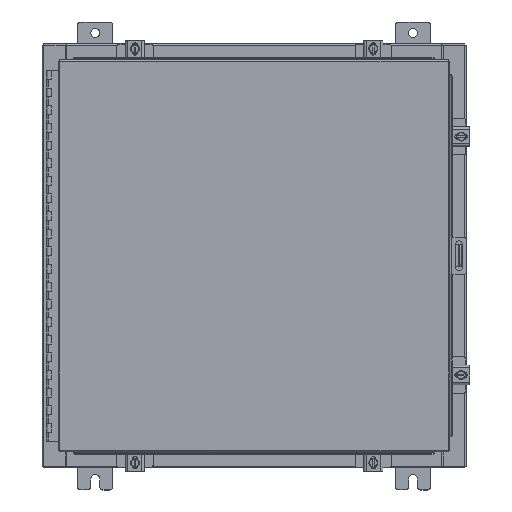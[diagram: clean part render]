
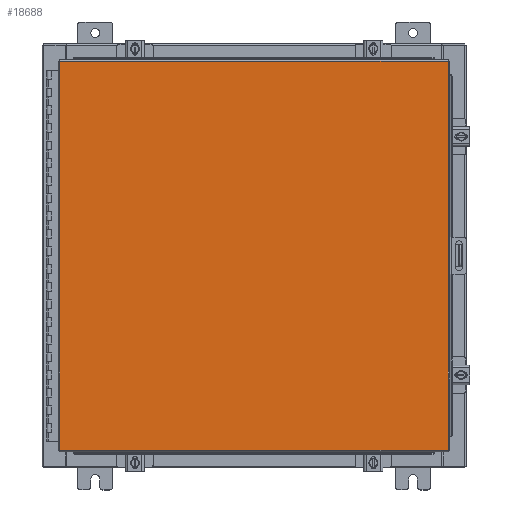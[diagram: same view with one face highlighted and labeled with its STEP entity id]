
A CAD part, top view. The second image highlights one B-rep face of the part: STEP entity #18688.
In plain terms, the highlighted planar face has unit normal (0, 0, 1).
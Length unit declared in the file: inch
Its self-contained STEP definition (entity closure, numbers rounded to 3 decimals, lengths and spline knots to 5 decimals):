
#492 = AXIS2_PLACEMENT_3D ( 'NONE', #22849, #10415, #27907 ) ;
#606 = CARTESIAN_POINT ( 'NONE',  ( -10.9903, 11.0063, 0. ) ) ;
#633 = VERTEX_POINT ( 'NONE', #13015 ) ;
#799 = EDGE_CURVE ( 'NONE', #30666, #19909, #26463, .T. ) ;
#1397 = ORIENTED_EDGE ( 'NONE', *, *, #9835, .T. ) ;
#1796 = CARTESIAN_POINT ( 'NONE',  ( 10.9903, -11.0063, 0. ) ) ;
#2237 = VERTEX_POINT ( 'NONE', #16039 ) ;
#2797 = CARTESIAN_POINT ( 'NONE',  ( -10.9903, 11.0063, 0. ) ) ;
#3481 = LINE ( 'NONE', #1796, #16017 ) ;
#3742 = ORIENTED_EDGE ( 'NONE', *, *, #799, .T. ) ;
#4107 = ORIENTED_EDGE ( 'NONE', *, *, #5399, .T. ) ;
#4328 = DIRECTION ( 'NONE',  ( 0., 1., 0. ) ) ;
#5366 = PLANE ( 'NONE',  #492 ) ;
#5399 = EDGE_CURVE ( 'NONE', #633, #2237, #7987, .T. ) ;
#7203 = VECTOR ( 'NONE', #31618, 39.37008 ) ;
#7987 = LINE ( 'NONE', #16616, #7203 ) ;
#9835 = EDGE_CURVE ( 'NONE', #2237, #30666, #3481, .T. ) ;
#10415 = DIRECTION ( 'NONE',  ( 0., 0., -1. ) ) ;
#10806 = FACE_OUTER_BOUND ( 'NONE', #19868, .T. ) ;
#12578 = EDGE_CURVE ( 'NONE', #19909, #633, #28758, .T. ) ;
#13015 = CARTESIAN_POINT ( 'NONE',  ( -10.9903, -11.0063, 0. ) ) ;
#16017 = VECTOR ( 'NONE', #4328, 39.37008 ) ;
#16039 = CARTESIAN_POINT ( 'NONE',  ( 10.9903, -11.0063, 0. ) ) ;
#16616 = CARTESIAN_POINT ( 'NONE',  ( -10.9903, -11.0063, 0. ) ) ;
#18688 = ADVANCED_FACE ( 'NONE', ( #10806 ), #5366, .F. ) ;
#19868 = EDGE_LOOP ( 'NONE', ( #4107, #1397, #3742, #23597 ) ) ;
#19909 = VERTEX_POINT ( 'NONE', #2797 ) ;
#20640 = DIRECTION ( 'NONE',  ( 0., -1., 0. ) ) ;
#22532 = VECTOR ( 'NONE', #28998, 39.37008 ) ;
#22849 = CARTESIAN_POINT ( 'NONE',  ( 0., 0., 0. ) ) ;
#23597 = ORIENTED_EDGE ( 'NONE', *, *, #12578, .T. ) ;
#26211 = CARTESIAN_POINT ( 'NONE',  ( 10.9903, 11.0063, 0. ) ) ;
#26463 = LINE ( 'NONE', #28668, #22532 ) ;
#27907 = DIRECTION ( 'NONE',  ( -1., 0., 0. ) ) ;
#27965 = VECTOR ( 'NONE', #20640, 39.37008 ) ;
#28668 = CARTESIAN_POINT ( 'NONE',  ( 10.9903, 11.0063, 0. ) ) ;
#28758 = LINE ( 'NONE', #606, #27965 ) ;
#28998 = DIRECTION ( 'NONE',  ( -1., 0., 0. ) ) ;
#30666 = VERTEX_POINT ( 'NONE', #26211 ) ;
#31618 = DIRECTION ( 'NONE',  ( 1., 0., 0. ) ) ;
